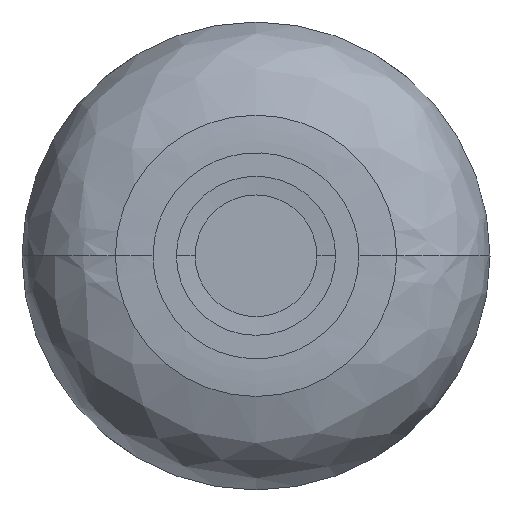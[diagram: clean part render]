
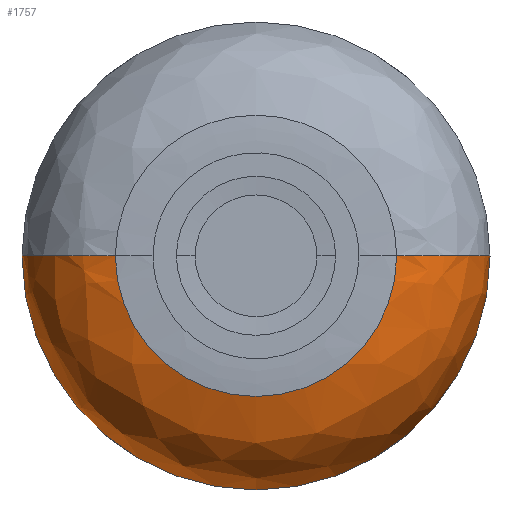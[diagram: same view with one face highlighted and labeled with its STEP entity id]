
A CAD part, top view. The second image highlights one B-rep face of the part: STEP entity #1757.
In plain terms, the highlighted free-form (B-spline) face has degree [3, 3] with [4, 4] control points.
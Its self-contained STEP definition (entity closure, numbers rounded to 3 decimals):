
#178 = FACE_OUTER_BOUND ( 'NONE', #5320, .T. ) ;
#232 = CARTESIAN_POINT ( 'NONE',  ( -12.611, 0., -0.643 ) ) ;
#510 = CIRCLE ( 'NONE', #6283, 9.016 ) ;
#907 = DIRECTION ( 'NONE',  ( 1., 0., 0. ) ) ;
#1014 = CARTESIAN_POINT ( 'NONE',  ( 12.611, 0., -0.643 ) ) ;
#1083 = VERTEX_POINT ( 'NONE', #7754 ) ;
#1109 = VERTEX_POINT ( 'NONE', #1478 ) ;
#1478 = CARTESIAN_POINT ( 'NONE',  ( -9.016, 0., -0.161 ) ) ;
#1526 = CARTESIAN_POINT ( 'NONE',  ( -8.1, 0., -7. ) ) ;
#1757 = ADVANCED_FACE ( 'NONE', ( #178 ), #5431, .T. ) ;
#1784 = CARTESIAN_POINT ( 'NONE',  ( 15., -30., -3.373 ) ) ;
#2281 = ORIENTED_EDGE ( 'NONE', *, *, #9926, .T. ) ;
#2337 = DIRECTION ( 'NONE',  ( 0., 0., -1. ) ) ;
#2338 = AXIS2_PLACEMENT_3D ( 'NONE', #1526, #4666, #7851 ) ;
#2347 = CARTESIAN_POINT ( 'NONE',  ( 15., 0., -7. ) ) ;
#2390 = ORIENTED_EDGE ( 'NONE', *, *, #9710, .F. ) ;
#2557 = CARTESIAN_POINT ( 'NONE',  ( -15., -30., -7. ) ) ;
#2609 = CARTESIAN_POINT ( 'NONE',  ( -9.016, 0., -0.161 ) ) ;
#2624 = AXIS2_PLACEMENT_3D ( 'NONE', #4836, #8016, #907 ) ;
#2653 = CARTESIAN_POINT ( 'NONE',  ( 0., 0., -7. ) ) ;
#2672 = VERTEX_POINT ( 'NONE', #4999 ) ;
#3012 = AXIS2_PLACEMENT_3D ( 'NONE', #2653, #5816, #8983 ) ;
#3384 = CARTESIAN_POINT ( 'NONE',  ( 9.016, 0., -0.161 ) ) ;
#4159 = CARTESIAN_POINT ( 'NONE',  ( 12.611, -25.223, -0.643 ) ) ;
#4666 = DIRECTION ( 'NONE',  ( 0., 1., 0. ) ) ;
#4836 = CARTESIAN_POINT ( 'NONE',  ( 8.1, 0., -7. ) ) ;
#4932 = CARTESIAN_POINT ( 'NONE',  ( -15., -30., -3.373 ) ) ;
#4999 = CARTESIAN_POINT ( 'NONE',  ( 9.016, 0., -0.161 ) ) ;
#5320 = EDGE_LOOP ( 'NONE', ( #2281, #9067, #10096, #2390 ) ) ;
#5402 = EDGE_CURVE ( 'NONE', #7403, #2672, #5766, .T. ) ;
#5431 =( BOUNDED_SURFACE ( )  B_SPLINE_SURFACE ( 3, 3, ( 
 ( #6502, #9665, #2557, #5713 ),
 ( #8883, #1784, #4932, #8119 ),
 ( #1014, #4159, #7339, #232 ),
 ( #3384, #6554, #9716, #2609 ) ),
 .UNSPECIFIED., .F., .F., .F. ) 
 B_SPLINE_SURFACE_WITH_KNOTS ( ( 4, 4 ),
 ( 4, 4 ),
 ( 0., 1. ),
 ( 0., 1. ),
 .UNSPECIFIED. ) 
 GEOMETRIC_REPRESENTATION_ITEM ( )  RATIONAL_B_SPLINE_SURFACE ( (
 ( 1., 0.333, 0.333, 1.),
 ( 0.835, 0.278, 0.278, 0.835),
 ( 0.835, 0.278, 0.278, 0.835),
 ( 1., 0.333, 0.333, 1.) ) ) 
 REPRESENTATION_ITEM ( '' )  SURFACE ( )  );
#5497 = DIRECTION ( 'NONE',  ( -1., 0., 0. ) ) ;
#5713 = CARTESIAN_POINT ( 'NONE',  ( -15., 0., -7. ) ) ;
#5766 = CIRCLE ( 'NONE', #2624, 6.9 ) ;
#5816 = DIRECTION ( 'NONE',  ( 0., 0., 1. ) ) ;
#6283 = AXIS2_PLACEMENT_3D ( 'NONE', #9444, #2337, #5497 ) ;
#6502 = CARTESIAN_POINT ( 'NONE',  ( 15., 0., -7. ) ) ;
#6554 = CARTESIAN_POINT ( 'NONE',  ( 9.016, -18.032, -0.161 ) ) ;
#6826 = CIRCLE ( 'NONE', #2338, 6.9 ) ;
#7339 = CARTESIAN_POINT ( 'NONE',  ( -12.611, -25.223, -0.643 ) ) ;
#7403 = VERTEX_POINT ( 'NONE', #2347 ) ;
#7497 = CIRCLE ( 'NONE', #3012, 15. ) ;
#7754 = CARTESIAN_POINT ( 'NONE',  ( -15., 0., -7. ) ) ;
#7827 = EDGE_CURVE ( 'NONE', #2672, #1109, #510, .T. ) ;
#7851 = DIRECTION ( 'NONE',  ( -1., 0., 0. ) ) ;
#8016 = DIRECTION ( 'NONE',  ( 0., -1., 0. ) ) ;
#8119 = CARTESIAN_POINT ( 'NONE',  ( -15., 0., -3.373 ) ) ;
#8883 = CARTESIAN_POINT ( 'NONE',  ( 15., 0., -3.373 ) ) ;
#8983 = DIRECTION ( 'NONE',  ( -1., 0., 0. ) ) ;
#9067 = ORIENTED_EDGE ( 'NONE', *, *, #5402, .T. ) ;
#9444 = CARTESIAN_POINT ( 'NONE',  ( 0., 0., -0.161 ) ) ;
#9665 = CARTESIAN_POINT ( 'NONE',  ( 15., -30., -7. ) ) ;
#9710 = EDGE_CURVE ( 'NONE', #1083, #1109, #6826, .T. ) ;
#9716 = CARTESIAN_POINT ( 'NONE',  ( -9.016, -18.032, -0.161 ) ) ;
#9926 = EDGE_CURVE ( 'NONE', #1083, #7403, #7497, .T. ) ;
#10096 = ORIENTED_EDGE ( 'NONE', *, *, #7827, .T. ) ;
